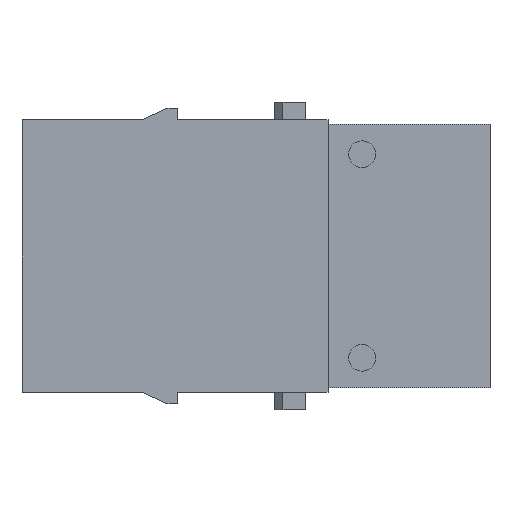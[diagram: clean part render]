
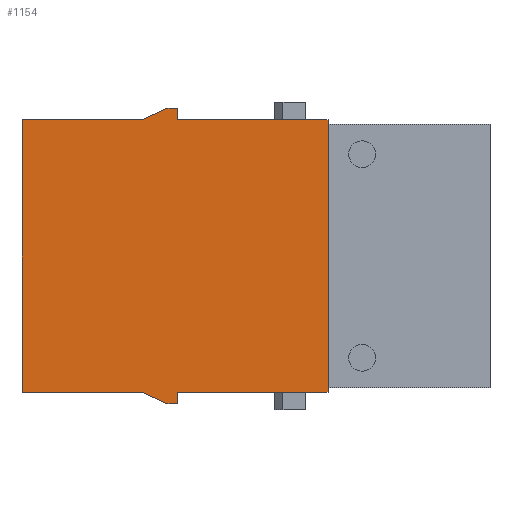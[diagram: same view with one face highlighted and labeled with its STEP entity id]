
A CAD part, left-side view. The second image highlights one B-rep face of the part: STEP entity #1154.
In plain terms, the highlighted planar face has unit normal (-1, 0, 0).
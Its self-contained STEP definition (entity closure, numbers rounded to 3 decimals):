
#1154=ADVANCED_FACE('',(#1719),#1442,.T.);
#1442=PLANE('',#6995);
#1719=FACE_OUTER_BOUND('',#2057,.T.);
#2057=EDGE_LOOP('',(#3329,#3330,#3331,#3332,#3333,#3334,#3335,#3336,#3337,
#3338,#3339,#3340));
#3329=ORIENTED_EDGE('',*,*,#4977,.T.);
#3330=ORIENTED_EDGE('',*,*,#4879,.T.);
#3331=ORIENTED_EDGE('',*,*,#4887,.T.);
#3332=ORIENTED_EDGE('',*,*,#4888,.T.);
#3333=ORIENTED_EDGE('',*,*,#4981,.T.);
#3334=ORIENTED_EDGE('',*,*,#4962,.T.);
#3335=ORIENTED_EDGE('',*,*,#4982,.T.);
#3336=ORIENTED_EDGE('',*,*,#4860,.T.);
#3337=ORIENTED_EDGE('',*,*,#4852,.T.);
#3338=ORIENTED_EDGE('',*,*,#4856,.T.);
#3339=ORIENTED_EDGE('',*,*,#4983,.T.);
#3340=ORIENTED_EDGE('',*,*,#4984,.T.);
#4133=VERTEX_POINT('',#9726);
#4134=VERTEX_POINT('',#9728);
#4136=VERTEX_POINT('',#9734);
#4138=VERTEX_POINT('',#9742);
#4151=VERTEX_POINT('',#9783);
#4152=VERTEX_POINT('',#9784);
#4157=VERTEX_POINT('',#9798);
#4158=VERTEX_POINT('',#9802);
#4207=VERTEX_POINT('',#9953);
#4208=VERTEX_POINT('',#9954);
#4219=VERTEX_POINT('',#9985);
#4221=VERTEX_POINT('',#9994);
#4852=EDGE_CURVE('',#4134,#4133,#5609,.T.);
#4856=EDGE_CURVE('',#4133,#4136,#5613,.T.);
#4860=EDGE_CURVE('',#4138,#4134,#5617,.T.);
#4879=EDGE_CURVE('',#4151,#4152,#5636,.T.);
#4887=EDGE_CURVE('',#4152,#4157,#5644,.T.);
#4888=EDGE_CURVE('',#4157,#4158,#5645,.T.);
#4962=EDGE_CURVE('',#4207,#4208,#5711,.T.);
#4977=EDGE_CURVE('',#4219,#4151,#5726,.T.);
#4981=EDGE_CURVE('',#4158,#4207,#5730,.T.);
#4982=EDGE_CURVE('',#4208,#4138,#5731,.T.);
#4983=EDGE_CURVE('',#4136,#4221,#5732,.T.);
#4984=EDGE_CURVE('',#4221,#4219,#5733,.T.);
#5609=LINE('',#9727,#6316);
#5613=LINE('',#9735,#6320);
#5617=LINE('',#9743,#6324);
#5636=LINE('',#9782,#6343);
#5644=LINE('',#9799,#6351);
#5645=LINE('',#9801,#6352);
#5711=LINE('',#9952,#6418);
#5726=LINE('',#9984,#6433);
#5730=LINE('',#9990,#6437);
#5731=LINE('',#9992,#6438);
#5732=LINE('',#9993,#6439);
#5733=LINE('',#9995,#6440);
#6316=VECTOR('',#8095,1.);
#6320=VECTOR('',#8101,1.);
#6324=VECTOR('',#8109,1.);
#6343=VECTOR('',#8144,1.);
#6351=VECTOR('',#8156,1.);
#6352=VECTOR('',#8159,1.);
#6418=VECTOR('',#8297,1.);
#6433=VECTOR('',#8322,1.);
#6437=VECTOR('',#8326,1.);
#6438=VECTOR('',#8329,1.);
#6439=VECTOR('',#8330,1.);
#6440=VECTOR('',#8331,1.);
#6995=AXIS2_PLACEMENT_3D('',#9996,#8332,#8333);
#8095=DIRECTION('',(0.,-1.,0.));
#8101=DIRECTION('',(0.,0.,1.));
#8109=DIRECTION('',(0.,-0.906,-0.423));
#8144=DIRECTION('',(0.,0.,1.));
#8156=DIRECTION('',(0.,1.,0.));
#8159=DIRECTION('',(0.,0.906,-0.423));
#8297=DIRECTION('',(0.,0.,-1.));
#8322=DIRECTION('',(0.,1.,0.));
#8326=DIRECTION('',(0.,1.,0.));
#8329=DIRECTION('',(0.,-1.,0.));
#8330=DIRECTION('',(0.,-1.,0.));
#8331=DIRECTION('',(0.,0.,1.));
#8332=DIRECTION('',(-1.,0.,0.));
#8333=DIRECTION('',(0.,0.,-1.));
#9726=CARTESIAN_POINT('',(-7.325,-0.85,-16.4));
#9727=CARTESIAN_POINT('',(-7.325,0.35,-16.4));
#9728=CARTESIAN_POINT('',(-7.325,0.35,-16.4));
#9734=CARTESIAN_POINT('',(-7.325,-0.85,-15.15));
#9735=CARTESIAN_POINT('',(-7.325,-0.85,-16.4));
#9742=CARTESIAN_POINT('',(-7.325,3.031,-15.15));
#9743=CARTESIAN_POINT('',(-7.325,3.031,-15.15));
#9782=CARTESIAN_POINT('',(-7.325,-0.85,15.15));
#9783=CARTESIAN_POINT('',(-7.325,-0.85,15.15));
#9784=CARTESIAN_POINT('',(-7.325,-0.85,16.4));
#9798=CARTESIAN_POINT('',(-7.325,0.35,16.4));
#9799=CARTESIAN_POINT('',(-7.325,-0.85,16.4));
#9801=CARTESIAN_POINT('',(-7.325,0.35,16.4));
#9802=CARTESIAN_POINT('',(-7.325,3.031,15.15));
#9952=CARTESIAN_POINT('',(-7.325,16.45,15.15));
#9953=CARTESIAN_POINT('',(-7.325,16.45,15.15));
#9954=CARTESIAN_POINT('',(-7.325,16.45,-15.15));
#9984=CARTESIAN_POINT('',(-7.325,-17.55,15.15));
#9985=CARTESIAN_POINT('',(-7.325,-17.55,15.15));
#9990=CARTESIAN_POINT('',(-7.325,3.031,15.15));
#9992=CARTESIAN_POINT('',(-7.325,16.45,-15.15));
#9993=CARTESIAN_POINT('',(-7.325,-0.85,-15.15));
#9994=CARTESIAN_POINT('',(-7.325,-17.55,-15.15));
#9995=CARTESIAN_POINT('',(-7.325,-17.55,-15.15));
#9996=CARTESIAN_POINT('',(-7.325,16.55,16.599));
